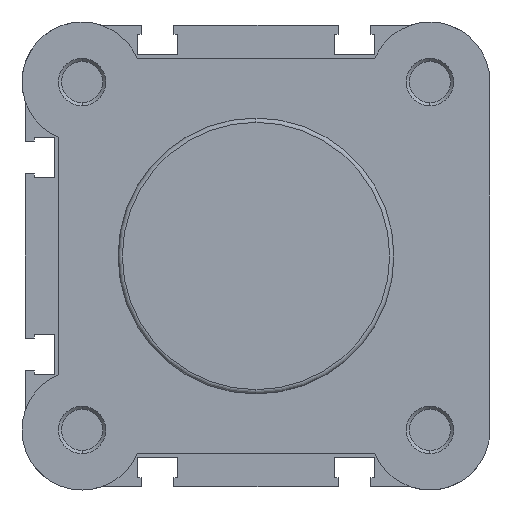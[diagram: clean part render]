
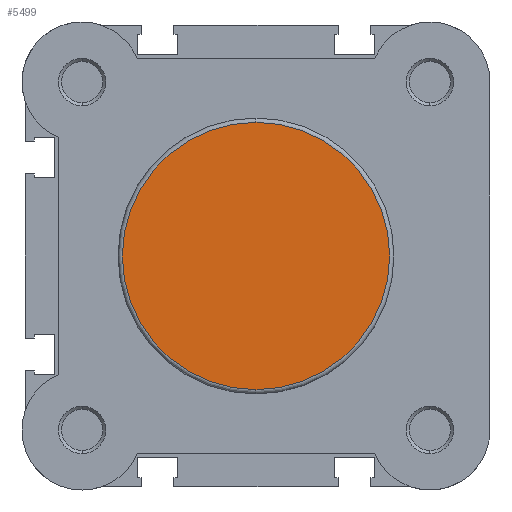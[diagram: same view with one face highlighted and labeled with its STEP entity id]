
A CAD part, left-side view. The second image highlights one B-rep face of the part: STEP entity #5499.
In plain terms, the highlighted planar face has unit normal (-1, 0, 0).
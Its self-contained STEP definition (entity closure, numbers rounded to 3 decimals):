
#321 = VERTEX_POINT ( 'NONE', #638 ) ;
#372 = VERTEX_POINT ( 'NONE', #689 ) ;
#638 = CARTESIAN_POINT ( 'NONE',  ( 0., 0., 21.7 ) ) ;
#689 = CARTESIAN_POINT ( 'NONE',  ( 0., 0., -21.7 ) ) ;
#1424 = EDGE_LOOP ( 'NONE', ( #4330, #4329 ) ) ;
#2042 = CIRCLE ( 'NONE', #5044, 21.7 ) ;
#2068 = CIRCLE ( 'NONE', #5055, 21.7 ) ;
#2407 = FACE_OUTER_BOUND ( 'NONE', #1424, .T. ) ;
#2520 = CARTESIAN_POINT ( 'NONE',  ( 0., 0., 0. ) ) ;
#2529 = DIRECTION ( 'NONE',  ( -1., 0., 0. ) ) ;
#2530 = DIRECTION ( 'NONE',  ( 0., 0., -1. ) ) ;
#2569 = CARTESIAN_POINT ( 'NONE',  ( 0., 0., 0. ) ) ;
#2575 = DIRECTION ( 'NONE',  ( -1., 0., 0. ) ) ;
#2576 = DIRECTION ( 'NONE',  ( 0., 0., -1. ) ) ;
#3186 = CARTESIAN_POINT ( 'NONE',  ( 0., 22.4, 0. ) ) ;
#3187 = PLANE ( 'NONE',  #5209 ) ;
#3189 = DIRECTION ( 'NONE',  ( 1., 0., 0. ) ) ;
#3190 = DIRECTION ( 'NONE',  ( 0., 0., -1. ) ) ;
#4329 = ORIENTED_EDGE ( 'NONE', *, *, #4864, .T. ) ;
#4330 = ORIENTED_EDGE ( 'NONE', *, *, #4847, .T. ) ;
#4847 = EDGE_CURVE ( 'NONE', #372, #321, #2042, .T. ) ;
#4864 = EDGE_CURVE ( 'NONE', #321, #372, #2068, .T. ) ;
#5044 = AXIS2_PLACEMENT_3D ( 'NONE', #2520, #2529, #2530 ) ;
#5055 = AXIS2_PLACEMENT_3D ( 'NONE', #2569, #2575, #2576 ) ;
#5209 = AXIS2_PLACEMENT_3D ( 'NONE', #3186, #3189, #3190 ) ;
#5499 = ADVANCED_FACE ( 'NONE', ( #2407 ), #3187, .F. ) ;
